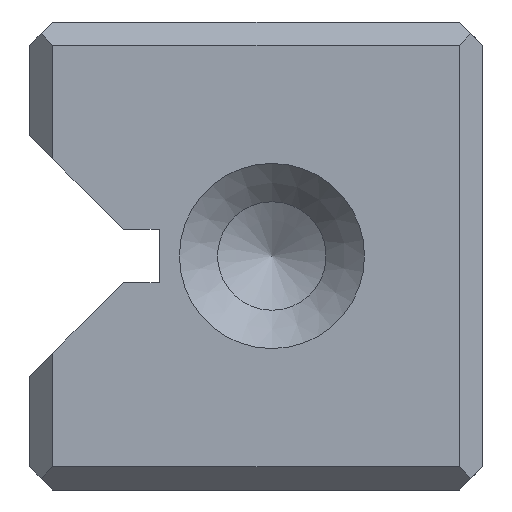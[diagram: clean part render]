
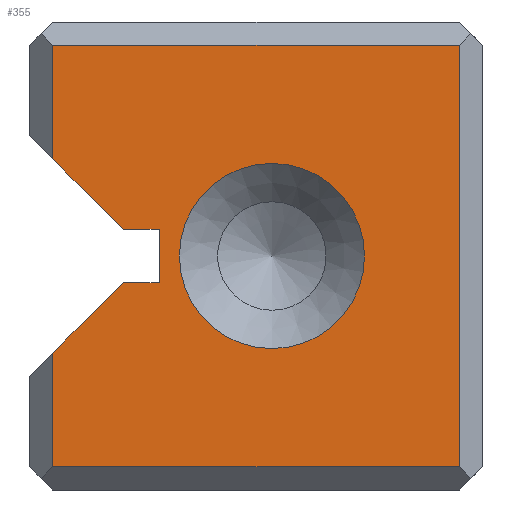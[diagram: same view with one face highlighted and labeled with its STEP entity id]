
A CAD part, left-side view. The second image highlights one B-rep face of the part: STEP entity #355.
In plain terms, the highlighted planar face has unit normal (-1, 0, 0).
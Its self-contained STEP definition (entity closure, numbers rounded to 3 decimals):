
#125=FACE_BOUND('',#519,.T.);
#126=FACE_BOUND('',#520,.T.);
#286=CIRCLE('',#1424,4.35);
#355=ADVANCED_FACE('',(#125,#126),#447,.T.);
#447=PLANE('',#1425);
#519=EDGE_LOOP('',(#710));
#520=EDGE_LOOP('',(#711,#712,#713,#714,#715,#716,#717,#718,#719,#720));
#710=ORIENTED_EDGE('',*,*,#1138,.T.);
#711=ORIENTED_EDGE('',*,*,#1139,.T.);
#712=ORIENTED_EDGE('',*,*,#1140,.T.);
#713=ORIENTED_EDGE('',*,*,#1141,.T.);
#714=ORIENTED_EDGE('',*,*,#1142,.T.);
#715=ORIENTED_EDGE('',*,*,#1143,.F.);
#716=ORIENTED_EDGE('',*,*,#1144,.F.);
#717=ORIENTED_EDGE('',*,*,#1145,.F.);
#718=ORIENTED_EDGE('',*,*,#1146,.F.);
#719=ORIENTED_EDGE('',*,*,#1147,.T.);
#720=ORIENTED_EDGE('',*,*,#1148,.T.);
#1010=VERTEX_POINT('',#2046);
#1011=VERTEX_POINT('',#2048);
#1012=VERTEX_POINT('',#2049);
#1013=VERTEX_POINT('',#2051);
#1014=VERTEX_POINT('',#2053);
#1015=VERTEX_POINT('',#2055);
#1016=VERTEX_POINT('',#2057);
#1017=VERTEX_POINT('',#2059);
#1018=VERTEX_POINT('',#2061);
#1019=VERTEX_POINT('',#2063);
#1020=VERTEX_POINT('',#2065);
#1138=EDGE_CURVE('',#1010,#1010,#286,.T.);
#1139=EDGE_CURVE('',#1011,#1012,#1276,.T.);
#1140=EDGE_CURVE('',#1012,#1013,#1277,.T.);
#1141=EDGE_CURVE('',#1013,#1014,#1278,.T.);
#1142=EDGE_CURVE('',#1014,#1015,#1279,.T.);
#1143=EDGE_CURVE('',#1016,#1015,#1280,.T.);
#1144=EDGE_CURVE('',#1017,#1016,#1281,.T.);
#1145=EDGE_CURVE('',#1018,#1017,#1282,.T.);
#1146=EDGE_CURVE('',#1019,#1018,#1283,.T.);
#1147=EDGE_CURVE('',#1019,#1020,#1284,.T.);
#1148=EDGE_CURVE('',#1020,#1011,#1285,.T.);
#1276=LINE('',#2047,#1348);
#1277=LINE('',#2050,#1349);
#1278=LINE('',#2052,#1350);
#1279=LINE('',#2054,#1351);
#1280=LINE('',#2056,#1352);
#1281=LINE('',#2058,#1353);
#1282=LINE('',#2060,#1354);
#1283=LINE('',#2062,#1355);
#1284=LINE('',#2064,#1356);
#1285=LINE('',#2066,#1357);
#1348=VECTOR('',#1625,1.);
#1349=VECTOR('',#1626,1.);
#1350=VECTOR('',#1627,1.);
#1351=VECTOR('',#1628,1.);
#1352=VECTOR('',#1629,1.);
#1353=VECTOR('',#1630,1.);
#1354=VECTOR('',#1631,1.);
#1355=VECTOR('',#1632,1.);
#1356=VECTOR('',#1633,1.);
#1357=VECTOR('',#1634,1.);
#1424=AXIS2_PLACEMENT_3D('',#2045,#1623,#1624);
#1425=AXIS2_PLACEMENT_3D('',#2067,#1635,#1636);
#1623=DIRECTION('',(1.,0.,0.));
#1624=DIRECTION('',(0.,0.,-1.));
#1625=DIRECTION('',(0.,-1.,0.));
#1626=DIRECTION('',(0.,0.,1.));
#1627=DIRECTION('',(0.,1.,0.));
#1628=DIRECTION('',(0.,0.,-1.));
#1629=DIRECTION('',(0.,0.707,0.707));
#1630=DIRECTION('',(0.,1.,0.));
#1631=DIRECTION('',(0.,0.,1.));
#1632=DIRECTION('',(0.,-1.,0.));
#1633=DIRECTION('',(0.,0.707,-0.707));
#1634=DIRECTION('',(0.,0.,-1.));
#1635=DIRECTION('',(-1.,0.,0.));
#1636=DIRECTION('',(0.,0.,1.));
#2045=CARTESIAN_POINT('',(0.,9.9,11.));
#2046=CARTESIAN_POINT('',(0.,9.9,6.65));
#2047=CARTESIAN_POINT('',(0.,10.65,1.1));
#2048=CARTESIAN_POINT('',(0.,20.2,1.1));
#2049=CARTESIAN_POINT('',(0.,1.1,1.1));
#2050=CARTESIAN_POINT('',(0.,1.1,0.));
#2051=CARTESIAN_POINT('',(0.,1.1,20.9));
#2052=CARTESIAN_POINT('',(0.,10.65,20.9));
#2053=CARTESIAN_POINT('',(0.,20.2,20.9));
#2054=CARTESIAN_POINT('',(0.,20.2,0.));
#2055=CARTESIAN_POINT('',(0.,20.2,15.564));
#2056=CARTESIAN_POINT('',(0.,7.643,3.007));
#2057=CARTESIAN_POINT('',(0.,16.886,12.25));
#2058=CARTESIAN_POINT('',(0.,10.65,12.25));
#2059=CARTESIAN_POINT('',(0.,15.2,12.25));
#2060=CARTESIAN_POINT('',(0.,15.2,0.));
#2061=CARTESIAN_POINT('',(0.,15.2,9.75));
#2062=CARTESIAN_POINT('',(0.,10.65,9.75));
#2063=CARTESIAN_POINT('',(0.,16.886,9.75));
#2064=CARTESIAN_POINT('',(0.,18.643,7.993));
#2065=CARTESIAN_POINT('',(0.,20.2,6.436));
#2066=CARTESIAN_POINT('',(0.,20.2,0.));
#2067=CARTESIAN_POINT('',(0.,10.65,0.));
